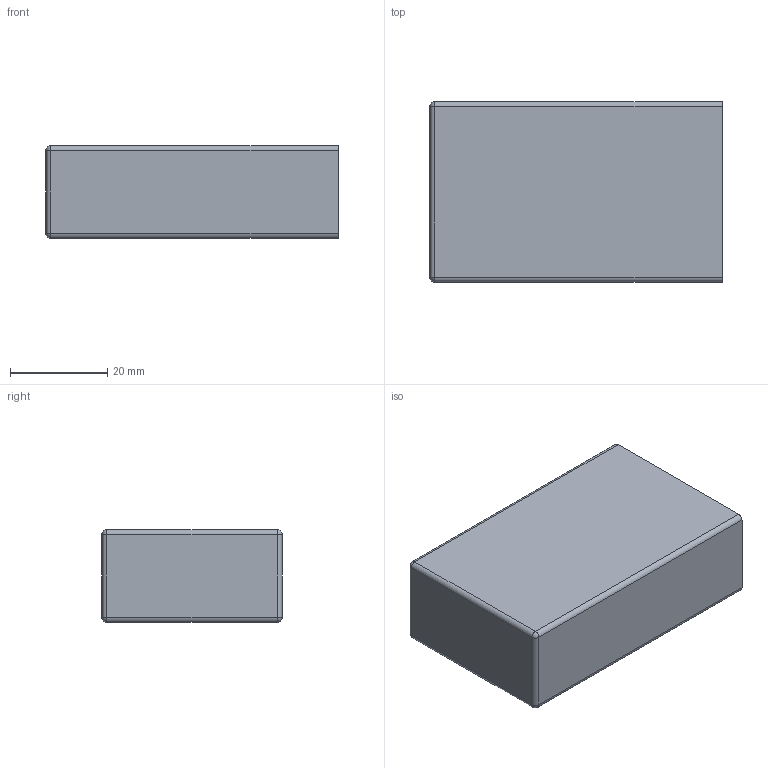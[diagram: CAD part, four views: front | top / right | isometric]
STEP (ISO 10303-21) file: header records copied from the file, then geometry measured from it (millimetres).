
FILE_DESCRIPTION(('FreeCAD Model'),'2;1');
FILE_NAME('Open CASCADE Shape Model','2024-06-28T11:18:33',(''),(''), 'Open CASCADE STEP processor 7.6','FreeCAD','Unknown');
FILE_SCHEMA(('AUTOMOTIVE_DESIGN { 1 0 10303 214 1 1 1 1 }'));
Length unit declared in the file: millimetre
Products named in the file (1): Body
Bounding box: 60 x 37 x 19 mm (x, y, z)
Volume: 14627.7 mm3; surface area: 14542.5 mm2
Topology: 1 solids, 1 shells, 65 faces, 162 edges, 96 vertices
Faces by surface type: plane 53, cylinder 8, sphere 4
Entity records: 1868 total; most frequent: CARTESIAN_POINT 320, ORIENTED_EDGE 316, DIRECTION 306, EDGE_CURVE 158, LINE 142, VECTOR 142, VERTEX_POINT 96, AXIS2_PLACEMENT_3D 82
